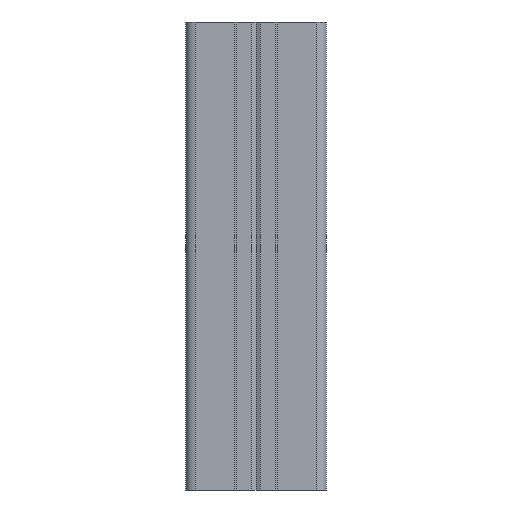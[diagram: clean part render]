
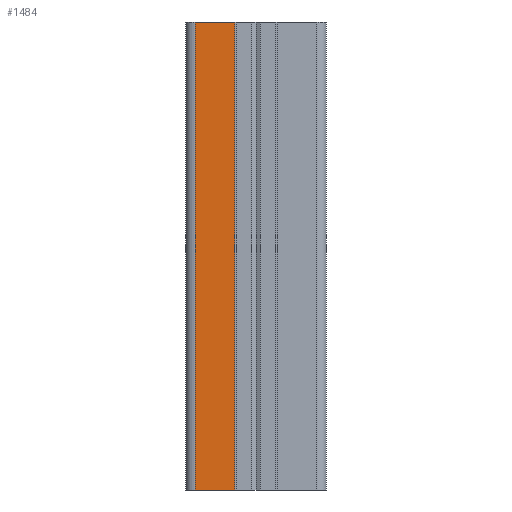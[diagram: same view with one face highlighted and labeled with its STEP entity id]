
A CAD part, left-side view. The second image highlights one B-rep face of the part: STEP entity #1484.
In plain terms, the highlighted planar face has unit normal (-1, 0, 0).
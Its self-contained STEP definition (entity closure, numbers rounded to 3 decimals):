
#1036 = EDGE_CURVE ( 'NONE', #1056, #1066, #2827, .T. ) ;
#1056 = VERTEX_POINT ( 'NONE', #3090 ) ;
#1066 = VERTEX_POINT ( 'NONE', #3117 ) ;
#1294 = VERTEX_POINT ( 'NONE', #3487 ) ;
#1350 = EDGE_CURVE ( 'NONE', #1751, #1294, #3602, .T. ) ;
#1455 = EDGE_LOOP ( 'NONE', ( #1500, #1486, #1489, #1488 ) ) ;
#1484 = ADVANCED_FACE ( 'NONE', ( #3864 ), #3866, .F. ) ;
#1486 = ORIENTED_EDGE ( 'NONE', *, *, #1497, .F. ) ;
#1488 = ORIENTED_EDGE ( 'NONE', *, *, #1495, .T. ) ;
#1489 = ORIENTED_EDGE ( 'NONE', *, *, #1036, .F. ) ;
#1495 = EDGE_CURVE ( 'NONE', #1056, #1751, #3908, .T. ) ;
#1497 = EDGE_CURVE ( 'NONE', #1066, #1294, #3904, .T. ) ;
#1500 = ORIENTED_EDGE ( 'NONE', *, *, #1350, .T. ) ;
#1751 = VERTEX_POINT ( 'NONE', #4253 ) ;
#2825 = VECTOR ( 'NONE', #2831, 1000. ) ;
#2826 = CARTESIAN_POINT ( 'NONE',  ( -15., 13., 100. ) ) ;
#2827 = LINE ( 'NONE', #2826, #2825 ) ;
#2831 = DIRECTION ( 'NONE',  ( 0., -1., 0. ) ) ;
#3090 = CARTESIAN_POINT ( 'NONE',  ( -15., 13., 100. ) ) ;
#3117 = CARTESIAN_POINT ( 'NONE',  ( -15., 4.5, 100. ) ) ;
#3487 = CARTESIAN_POINT ( 'NONE',  ( -15., 4.5, 0. ) ) ;
#3593 = DIRECTION ( 'NONE',  ( 0., -1., 0. ) ) ;
#3594 = VECTOR ( 'NONE', #3593, 1000. ) ;
#3595 = CARTESIAN_POINT ( 'NONE',  ( -15., 13., 0. ) ) ;
#3602 = LINE ( 'NONE', #3595, #3594 ) ;
#3856 = DIRECTION ( 'NONE',  ( 0., 0., -1. ) ) ;
#3857 = DIRECTION ( 'NONE',  ( 1., 0., 0. ) ) ;
#3858 = CARTESIAN_POINT ( 'NONE',  ( -15., 13., 100. ) ) ;
#3864 = FACE_OUTER_BOUND ( 'NONE', #1455, .T. ) ;
#3866 = PLANE ( 'NONE',  #3875 ) ;
#3875 = AXIS2_PLACEMENT_3D ( 'NONE', #3858, #3857, #3856 ) ;
#3900 = DIRECTION ( 'NONE',  ( 0., 0., -1. ) ) ;
#3901 = VECTOR ( 'NONE', #3900, 1000. ) ;
#3902 = CARTESIAN_POINT ( 'NONE',  ( -15., 4.5, 100. ) ) ;
#3904 = LINE ( 'NONE', #3902, #3901 ) ;
#3905 = DIRECTION ( 'NONE',  ( 0., 0., -1. ) ) ;
#3906 = VECTOR ( 'NONE', #3905, 1000. ) ;
#3907 = CARTESIAN_POINT ( 'NONE',  ( -15., 13., 100. ) ) ;
#3908 = LINE ( 'NONE', #3907, #3906 ) ;
#4253 = CARTESIAN_POINT ( 'NONE',  ( -15., 13., 0. ) ) ;
